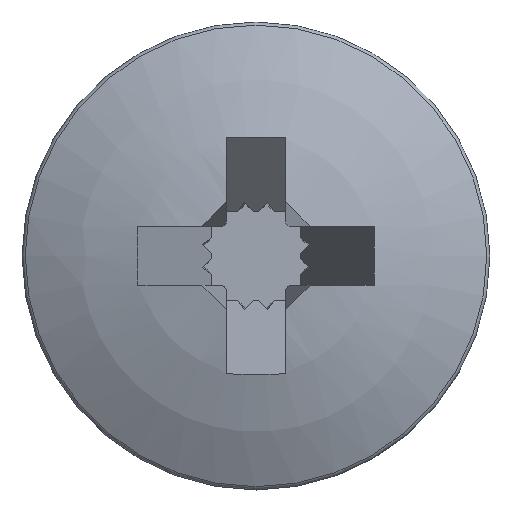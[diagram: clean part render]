
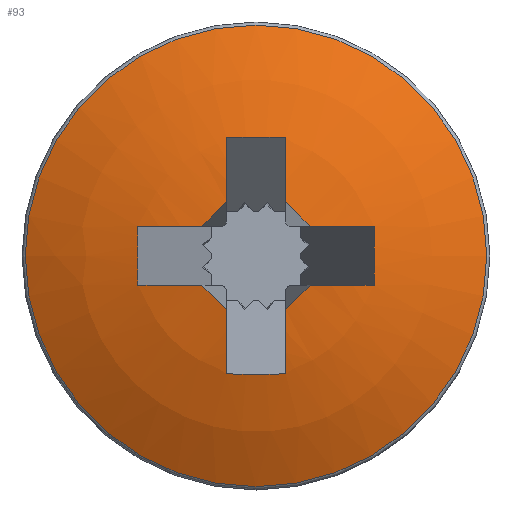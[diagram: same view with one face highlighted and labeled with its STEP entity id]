
A CAD part, top view. The second image highlights one B-rep face of the part: STEP entity #93.
In plain terms, the highlighted spherical face has radius 8.297 mm.
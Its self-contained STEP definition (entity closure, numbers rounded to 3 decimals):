
#93=ADVANCED_FACE('',(#138,#139),#275,.T.);
#138=FACE_OUTER_BOUND('',#140,.T.);
#139=FACE_BOUND('',#141,.T.);
#140=EDGE_LOOP('',(#142,#143,#144,#145,#146,#147,#148,#149,#150,#151,
   #152,#153,#154,#155,#156,#157));
#141=EDGE_LOOP('',(#266));
#142=ORIENTED_EDGE('',*,*,#158,.F.);
#143=ORIENTED_EDGE('',*,*,#168,.T.);
#144=ORIENTED_EDGE('',*,*,#176,.F.);
#145=ORIENTED_EDGE('',*,*,#184,.F.);
#146=ORIENTED_EDGE('',*,*,#192,.F.);
#147=ORIENTED_EDGE('',*,*,#200,.F.);
#148=ORIENTED_EDGE('',*,*,#208,.F.);
#149=ORIENTED_EDGE('',*,*,#216,.T.);
#150=ORIENTED_EDGE('',*,*,#224,.F.);
#151=ORIENTED_EDGE('',*,*,#232,.F.);
#152=ORIENTED_EDGE('',*,*,#235,.F.);
#153=ORIENTED_EDGE('',*,*,#243,.T.);
#154=ORIENTED_EDGE('',*,*,#246,.F.);
#155=ORIENTED_EDGE('',*,*,#254,.T.);
#156=ORIENTED_EDGE('',*,*,#257,.F.);
#157=ORIENTED_EDGE('',*,*,#265,.F.);
#158=EDGE_CURVE('',#164,#165,#159,.F.);
#159=CIRCLE('',#160,8.292);
#160=AXIS2_PLACEMENT_3D('',#161,#162,#163);
#161=CARTESIAN_POINT('',(-0.208,-0.208,
   -11.087));
#162=DIRECTION('',(-0.705,-0.705,
   -0.085));
#163=DIRECTION('',(0.707,-0.707,0.
   ));
#164=VERTEX_POINT('',#166);
#165=VERTEX_POINT('',#167);
#166=CARTESIAN_POINT('',(-0.914,-0.5,
   -2.83));
#167=CARTESIAN_POINT('',(-0.5,-0.914,
   -2.83));
#168=EDGE_CURVE('',#164,#174,#169,.F.);
#169=CIRCLE('',#170,8.282);
#170=AXIS2_PLACEMENT_3D('',#171,#172,#173);
#171=CARTESIAN_POINT('',(0.,-0.5,-11.062));
#172=DIRECTION('',(0.,1.,0.));
#173=DIRECTION('',(0.,0.,1.));
#174=VERTEX_POINT('',#175);
#175=CARTESIAN_POINT('',(-1.994,-0.5,
   -3.023));
#176=EDGE_CURVE('',#182,#174,#177,.F.);
#177=CIRCLE('',#178,8.16);
#178=AXIS2_PLACEMENT_3D('',#179,#180,#181);
#179=CARTESIAN_POINT('',(1.371,0.,
   -10.44));
#180=DIRECTION('',(-0.911,0.,
   -0.413));
#181=DIRECTION('',(-0.413,0.,0.911
   ));
#182=VERTEX_POINT('',#183);
#183=CARTESIAN_POINT('',(-1.994,0.5,
   -3.023));
#184=EDGE_CURVE('',#190,#182,#185,.F.);
#185=CIRCLE('',#186,8.282);
#186=AXIS2_PLACEMENT_3D('',#187,#188,#189);
#187=CARTESIAN_POINT('',(0.,0.5,-11.062));
#188=DIRECTION('',(0.,1.,0.));
#189=DIRECTION('',(0.,0.,1.));
#190=VERTEX_POINT('',#191);
#191=CARTESIAN_POINT('',(-0.914,0.5,
   -2.83));
#192=EDGE_CURVE('',#198,#190,#193,.F.);
#193=CIRCLE('',#194,8.292);
#194=AXIS2_PLACEMENT_3D('',#195,#196,#197);
#195=CARTESIAN_POINT('',(-0.208,0.208,
   -11.087));
#196=DIRECTION('',(-0.705,0.705,
   -0.085));
#197=DIRECTION('',(-0.707,-0.707,
   0.));
#198=VERTEX_POINT('',#199);
#199=CARTESIAN_POINT('',(-0.5,0.914,
   -2.83));
#200=EDGE_CURVE('',#206,#198,#201,.F.);
#201=CIRCLE('',#202,8.282);
#202=AXIS2_PLACEMENT_3D('',#203,#204,#205);
#203=CARTESIAN_POINT('',(-0.5,0.,
   -11.062));
#204=DIRECTION('',(-1.,0.,0.));
#205=DIRECTION('',(0.,-1.,0.));
#206=VERTEX_POINT('',#207);
#207=CARTESIAN_POINT('',(-0.5,1.994,
   -3.023));
#208=EDGE_CURVE('',#214,#206,#209,.F.);
#209=CIRCLE('',#210,8.16);
#210=AXIS2_PLACEMENT_3D('',#211,#212,#213);
#211=CARTESIAN_POINT('',(0.,-1.371,
   -10.44));
#212=DIRECTION('',(0.,0.911,-0.413)
   );
#213=DIRECTION('',(0.,0.413,0.911))
   ;
#214=VERTEX_POINT('',#215);
#215=CARTESIAN_POINT('',(0.5,1.994,
   -3.023));
#216=EDGE_CURVE('',#214,#222,#217,.F.);
#217=CIRCLE('',#218,8.282);
#218=AXIS2_PLACEMENT_3D('',#219,#220,#221);
#219=CARTESIAN_POINT('',(0.5,0.,
   -11.062));
#220=DIRECTION('',(-1.,0.,0.));
#221=DIRECTION('',(0.,-1.,0.));
#222=VERTEX_POINT('',#223);
#223=CARTESIAN_POINT('',(0.5,0.914,
   -2.83));
#224=EDGE_CURVE('',#230,#222,#225,.F.);
#225=CIRCLE('',#226,8.292);
#226=AXIS2_PLACEMENT_3D('',#227,#228,#229);
#227=CARTESIAN_POINT('',(0.208,0.208,
   -11.087));
#228=DIRECTION('',(0.705,0.705,
   -0.085));
#229=DIRECTION('',(-0.707,0.707,0.
   ));
#230=VERTEX_POINT('',#231);
#231=CARTESIAN_POINT('',(0.914,0.5,
   -2.83));
#232=EDGE_CURVE('',#233,#230,#185,.F.);
#233=VERTEX_POINT('',#234);
#234=CARTESIAN_POINT('',(1.994,0.5,
   -3.023));
#235=EDGE_CURVE('',#241,#233,#236,.F.);
#236=CIRCLE('',#237,8.16);
#237=AXIS2_PLACEMENT_3D('',#238,#239,#240);
#238=CARTESIAN_POINT('',(-1.371,0.,
   -10.44));
#239=DIRECTION('',(0.911,0.,-0.413))
   ;
#240=DIRECTION('',(-0.413,0.,-0.911)
   );
#241=VERTEX_POINT('',#242);
#242=CARTESIAN_POINT('',(1.994,-0.5,
   -3.023));
#243=EDGE_CURVE('',#241,#244,#169,.F.);
#244=VERTEX_POINT('',#245);
#245=CARTESIAN_POINT('',(0.914,-0.5,
   -2.83));
#246=EDGE_CURVE('',#252,#244,#247,.F.);
#247=CIRCLE('',#248,8.292);
#248=AXIS2_PLACEMENT_3D('',#249,#250,#251);
#249=CARTESIAN_POINT('',(0.208,-0.208,
   -11.087));
#250=DIRECTION('',(0.705,-0.705,
   -0.085));
#251=DIRECTION('',(0.707,0.707,0.)
   );
#252=VERTEX_POINT('',#253);
#253=CARTESIAN_POINT('',(0.5,-0.914,
   -2.83));
#254=EDGE_CURVE('',#252,#255,#217,.F.);
#255=VERTEX_POINT('',#256);
#256=CARTESIAN_POINT('',(0.5,-1.994,
   -3.023));
#257=EDGE_CURVE('',#263,#255,#258,.F.);
#258=CIRCLE('',#259,8.16);
#259=AXIS2_PLACEMENT_3D('',#260,#261,#262);
#260=CARTESIAN_POINT('',(0.,1.371,
   -10.44));
#261=DIRECTION('',(0.,-0.911,
   -0.413));
#262=DIRECTION('',(0.,0.413,-0.911
   ));
#263=VERTEX_POINT('',#264);
#264=CARTESIAN_POINT('',(-0.5,-1.994,
   -3.023));
#265=EDGE_CURVE('',#165,#263,#201,.F.);
#266=ORIENTED_EDGE('',*,*,#267,.F.);
#267=EDGE_CURVE('',#273,#273,#268,.T.);
#268=CIRCLE('',#269,3.897);
#269=AXIS2_PLACEMENT_3D('',#270,#271,#272);
#270=CARTESIAN_POINT('',(0.,0.,-3.737));
#271=DIRECTION('',(0.,0.,-1.));
#272=DIRECTION('',(-1.,0.,0.));
#273=VERTEX_POINT('',#274);
#274=CARTESIAN_POINT('',(-3.897,0.,
   -3.737));
#275=SPHERICAL_SURFACE('',#276,8.297);
#276=AXIS2_PLACEMENT_3D('',#277,#278,#279);
#277=CARTESIAN_POINT('',(0.,0.,-11.062));
#278=DIRECTION('',(0.,0.,-1.));
#279=DIRECTION('',(-1.,0.,0.));
